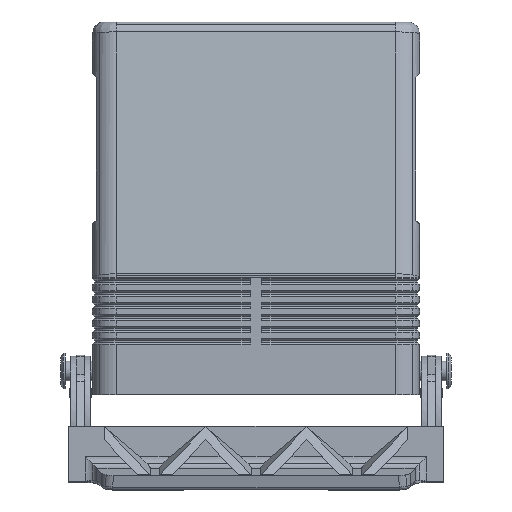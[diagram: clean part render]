
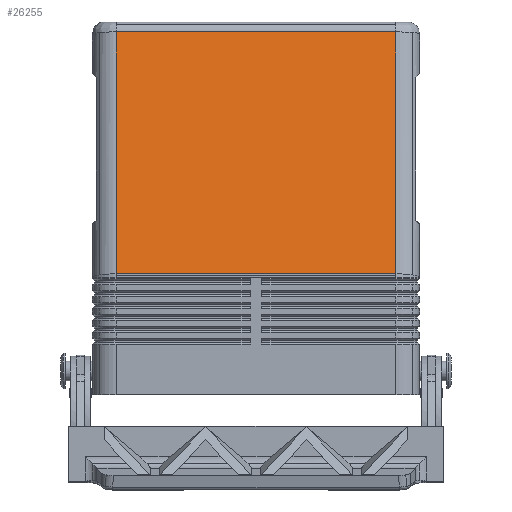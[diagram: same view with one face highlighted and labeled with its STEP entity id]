
A CAD part, left-side view. The second image highlights one B-rep face of the part: STEP entity #26255.
In plain terms, the highlighted planar face has unit normal (-0.986, 0, 0.166).
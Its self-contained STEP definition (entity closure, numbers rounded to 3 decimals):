
#3569=CARTESIAN_POINT('',(-46.667,-35.25,30.493));
#3570=VERTEX_POINT('',#3569);
#3578=CARTESIAN_POINT('',(-46.667,35.25,30.493));
#3579=VERTEX_POINT('',#3578);
#3580=CARTESIAN_POINT('',(-46.667,-35.25,30.493));
#3581=DIRECTION('',(0.0,1.0,0.0));
#3582=VECTOR('',#3581,70.5);
#3583=LINE('',#3580,#3582);
#3584=EDGE_CURVE('',#3570,#3579,#3583,.T.);
#17765=CARTESIAN_POINT('',(-36.42,-35.25,91.497));
#17766=VERTEX_POINT('',#17765);
#17774=CARTESIAN_POINT('',(-36.42,-35.25,91.497));
#17775=DIRECTION('',(-0.166,0.0,-0.986));
#17776=VECTOR('',#17775,61.858);
#17777=LINE('',#17774,#17776);
#17778=EDGE_CURVE('',#17766,#3570,#17777,.T.);
#25830=CARTESIAN_POINT('',(-36.42,35.25,91.497));
#25831=VERTEX_POINT('',#25830);
#25839=CARTESIAN_POINT('',(-36.42,35.25,91.497));
#25840=DIRECTION('',(0.0,-1.0,0.0));
#25841=VECTOR('',#25840,70.5);
#25842=LINE('',#25839,#25841);
#25843=EDGE_CURVE('',#25831,#17766,#25842,.T.);
#26222=CARTESIAN_POINT('',(-46.667,35.25,30.493));
#26223=DIRECTION('',(0.166,0.0,0.986));
#26224=VECTOR('',#26223,61.858);
#26225=LINE('',#26222,#26224);
#26226=EDGE_CURVE('',#3579,#25831,#26225,.T.);
#26244=CARTESIAN_POINT('',(-36.0,0.0,94.0));
#26245=DIRECTION('',(-0.986,0.0,0.166));
#26246=DIRECTION('',(0.166,0.0,0.986));
#26247=AXIS2_PLACEMENT_3D('',#26244,#26245,#26246);
#26248=PLANE('',#26247);
#26249=ORIENTED_EDGE('',*,*,#25843,.F.);
#26250=ORIENTED_EDGE('',*,*,#26226,.F.);
#26251=ORIENTED_EDGE('',*,*,#3584,.F.);
#26252=ORIENTED_EDGE('',*,*,#17778,.F.);
#26253=EDGE_LOOP('',(#26249,#26250,#26251,#26252));
#26254=FACE_OUTER_BOUND('',#26253,.T.);
#26255=ADVANCED_FACE('',(#26254),#26248,.T.);
